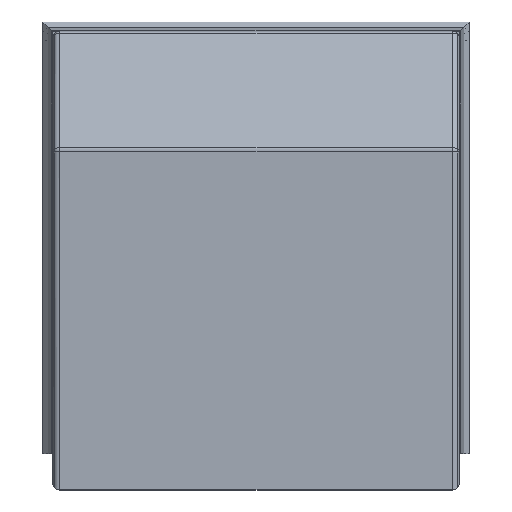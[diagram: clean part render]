
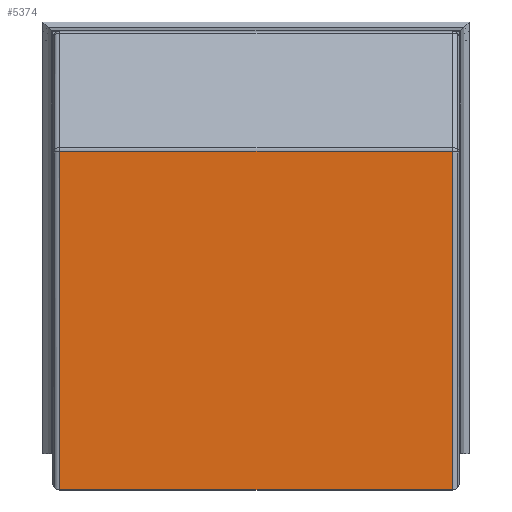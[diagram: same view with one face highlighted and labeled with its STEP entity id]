
A CAD part, top view. The second image highlights one B-rep face of the part: STEP entity #5374.
In plain terms, the highlighted planar face has unit normal (0, 0, 1).
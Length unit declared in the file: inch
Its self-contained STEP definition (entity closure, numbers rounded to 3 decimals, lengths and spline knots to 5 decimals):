
#620 = LINE ( 'NONE', #709, #2440 ) ;
#678 = CARTESIAN_POINT ( 'NONE',  ( 3.65625, 1.96573, 0.88 ) ) ;
#709 = CARTESIAN_POINT ( 'NONE',  ( 3.65625, -4.125, 0.88 ) ) ;
#1097 = EDGE_CURVE ( 'NONE', #4064, #1546, #6685, .T. ) ;
#1295 = VECTOR ( 'NONE', #7431, 39.37008 ) ;
#1533 = ORIENTED_EDGE ( 'NONE', *, *, #1097, .T. ) ;
#1546 = VERTEX_POINT ( 'NONE', #4495 ) ;
#1702 = DIRECTION ( 'NONE',  ( 0., -1., 0. ) ) ;
#2235 = EDGE_CURVE ( 'NONE', #4682, #4753, #5638, .T. ) ;
#2440 = VECTOR ( 'NONE', #4817, 39.37008 ) ;
#2520 = EDGE_LOOP ( 'NONE', ( #6303, #1533, #4757, #2839 ) ) ;
#2726 = AXIS2_PLACEMENT_3D ( 'NONE', #5800, #2852, #6361 ) ;
#2736 = CARTESIAN_POINT ( 'NONE',  ( 3.53125, 2., 0.88 ) ) ;
#2767 = LINE ( 'NONE', #678, #5633 ) ;
#2839 = ORIENTED_EDGE ( 'NONE', *, *, #2235, .T. ) ;
#2852 = DIRECTION ( 'NONE',  ( 0., 0., -1. ) ) ;
#2854 = CARTESIAN_POINT ( 'NONE',  ( 3.53125, -4.125, 0.88 ) ) ;
#4064 = VERTEX_POINT ( 'NONE', #4827 ) ;
#4241 = FACE_OUTER_BOUND ( 'NONE', #2520, .T. ) ;
#4380 = VECTOR ( 'NONE', #1702, 39.37008 ) ;
#4495 = CARTESIAN_POINT ( 'NONE',  ( -3.53125, -4.125, 0.88 ) ) ;
#4627 = CARTESIAN_POINT ( 'NONE',  ( -3.53125, 2., 0.88 ) ) ;
#4660 = PLANE ( 'NONE',  #2726 ) ;
#4682 = VERTEX_POINT ( 'NONE', #2854 ) ;
#4753 = VERTEX_POINT ( 'NONE', #5243 ) ;
#4757 = ORIENTED_EDGE ( 'NONE', *, *, #7516, .F. ) ;
#4810 = EDGE_CURVE ( 'NONE', #4753, #4064, #2767, .T. ) ;
#4817 = DIRECTION ( 'NONE',  ( -1., 0., 0. ) ) ;
#4827 = CARTESIAN_POINT ( 'NONE',  ( -3.53125, 1.96573, 0.88 ) ) ;
#5243 = CARTESIAN_POINT ( 'NONE',  ( 3.53125, 1.96573, 0.88 ) ) ;
#5374 = ADVANCED_FACE ( 'NONE', ( #4241 ), #4660, .F. ) ;
#5390 = DIRECTION ( 'NONE',  ( -1., 0., 0. ) ) ;
#5633 = VECTOR ( 'NONE', #5390, 39.37008 ) ;
#5638 = LINE ( 'NONE', #2736, #1295 ) ;
#5800 = CARTESIAN_POINT ( 'NONE',  ( 3.65625, 2., 0.88 ) ) ;
#6303 = ORIENTED_EDGE ( 'NONE', *, *, #4810, .T. ) ;
#6361 = DIRECTION ( 'NONE',  ( 0., 1., 0. ) ) ;
#6685 = LINE ( 'NONE', #4627, #4380 ) ;
#7431 = DIRECTION ( 'NONE',  ( 0., 1., 0. ) ) ;
#7516 = EDGE_CURVE ( 'NONE', #4682, #1546, #620, .T. ) ;
